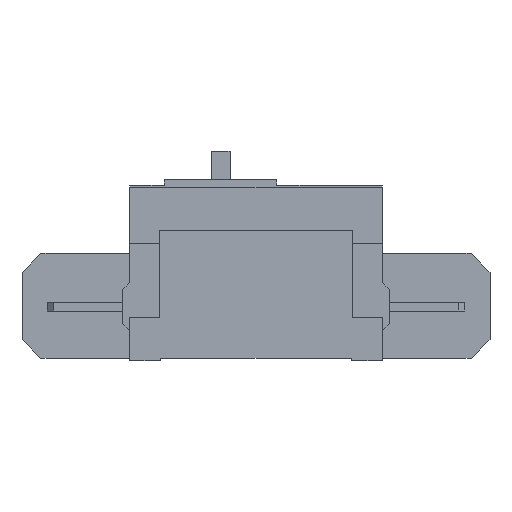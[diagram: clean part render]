
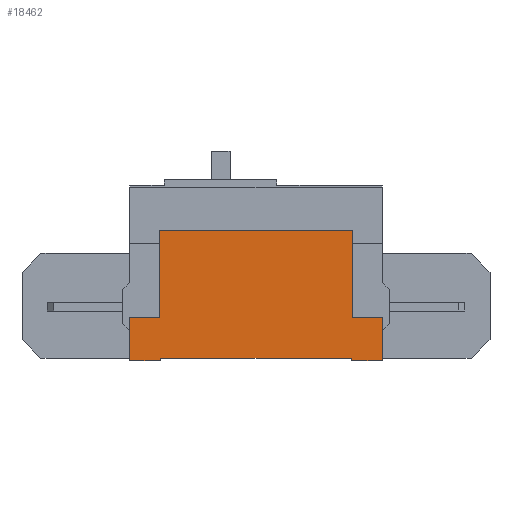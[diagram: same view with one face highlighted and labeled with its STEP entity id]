
A CAD part, left-side view. The second image highlights one B-rep face of the part: STEP entity #18462.
In plain terms, the highlighted planar face has unit normal (-1, 0, 0).
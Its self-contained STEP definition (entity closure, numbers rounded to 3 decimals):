
#528=DIRECTION('',(0.,1.,0.));
#529=VECTOR('',#528,151.);
#530=CARTESIAN_POINT('',(-139.937,7.437,-130.096));
#531=LINE('',#530,#529);
#1296=DIRECTION('',(0.,0.,-1.));
#1297=VECTOR('',#1296,34.);
#1298=CARTESIAN_POINT('',(-139.937,-17.063,
-98.096));
#1299=LINE('',#1298,#1297);
#3450=DIRECTION('',(0.,1.,0.));
#3451=VECTOR('',#3450,24.);
#3452=CARTESIAN_POINT('',(-139.937,-17.063,
-98.096));
#3453=LINE('',#3452,#3451);
#3457=DIRECTION('',(0.,-1.,0.));
#3458=VECTOR('',#3457,24.5);
#3459=CARTESIAN_POINT('',(-139.937,7.437,
-132.096));
#3460=LINE('',#3459,#3458);
#3464=DIRECTION('',(0.,0.,-1.));
#3465=VECTOR('',#3464,2.);
#3466=CARTESIAN_POINT('',(-139.937,7.437,
-130.096));
#3467=LINE('',#3466,#3465);
#3471=DIRECTION('',(0.,0.,1.));
#3472=VECTOR('',#3471,2.);
#3473=CARTESIAN_POINT('',(-139.937,158.437,
-132.096));
#3474=LINE('',#3473,#3472);
#3478=DIRECTION('',(0.,0.,-1.));
#3479=VECTOR('',#3478,34.);
#3480=CARTESIAN_POINT('',(-139.937,182.937,
-98.096));
#3481=LINE('',#3480,#3479);
#3485=DIRECTION('',(0.,0.,-1.));
#3486=VECTOR('',#3485,69.);
#3487=CARTESIAN_POINT('',(-139.937,158.937,
-29.096));
#3488=LINE('',#3487,#3486);
#3513=DIRECTION('',(0.,0.,-1.));
#3514=VECTOR('',#3513,69.);
#3515=CARTESIAN_POINT('',(-139.937,6.937,
-29.096));
#3516=LINE('',#3515,#3514);
#9248=DIRECTION('',(0.,-1.,0.));
#9249=VECTOR('',#9248,24.);
#9250=CARTESIAN_POINT('',(-139.937,182.937,
-98.096));
#9251=LINE('',#9250,#9249);
#9392=DIRECTION('',(0.,1.,0.));
#9393=VECTOR('',#9392,24.5);
#9394=CARTESIAN_POINT('',(-139.937,158.437,
-132.096));
#9395=LINE('',#9394,#9393);
#9490=DIRECTION('',(0.,-1.,0.));
#9491=VECTOR('',#9490,152.);
#9492=CARTESIAN_POINT('',(-139.937,158.937,
-29.096));
#9493=LINE('',#9492,#9491);
#13111=CARTESIAN_POINT('',(-139.937,-17.063,
-98.096));
#13112=VERTEX_POINT('',#13111);
#13113=CARTESIAN_POINT('',(-139.937,-17.063,
-132.096));
#13114=VERTEX_POINT('',#13113);
#13267=CARTESIAN_POINT('',(-139.937,182.937,
-132.096));
#13268=VERTEX_POINT('',#13267);
#13269=CARTESIAN_POINT('',(-139.937,182.937,
-98.096));
#13270=VERTEX_POINT('',#13269);
#13419=CARTESIAN_POINT('',(-139.937,158.437,
-132.096));
#13420=VERTEX_POINT('',#13419);
#13434=CARTESIAN_POINT('',(-139.937,7.437,
-132.096));
#13436=VERTEX_POINT('',#13434);
#13545=CARTESIAN_POINT('',(-139.937,158.437,
-130.096));
#13546=VERTEX_POINT('',#13545);
#13589=CARTESIAN_POINT('',(-139.937,7.437,
-130.096));
#13590=VERTEX_POINT('',#13589);
#13765=CARTESIAN_POINT('',(-139.937,158.937,
-29.096));
#13766=CARTESIAN_POINT('',(-139.937,6.937,
-29.096));
#13767=VERTEX_POINT('',#13765);
#13768=VERTEX_POINT('',#13766);
#13845=CARTESIAN_POINT('',(-139.937,158.937,
-98.096));
#13846=VERTEX_POINT('',#13845);
#13847=CARTESIAN_POINT('',(-139.937,6.937,
-98.096));
#13848=VERTEX_POINT('',#13847);
#18436=CARTESIAN_POINT('',(-139.937,82.937,
-84.096));
#18437=DIRECTION('',(-1.,0.,0.));
#18438=DIRECTION('',(0.,0.,1.));
#18439=AXIS2_PLACEMENT_3D('',#18436,#18437,#18438);
#18440=PLANE('',#18439);
#18442=ORIENTED_EDGE('',*,*,#18441,.T.);
#18443=ORIENTED_EDGE('',*,*,#18243,.F.);
#18444=ORIENTED_EDGE('',*,*,#15895,.T.);
#18445=ORIENTED_EDGE('',*,*,#18406,.F.);
#18446=ORIENTED_EDGE('',*,*,#18427,.F.);
#18447=ORIENTED_EDGE('',*,*,#15615,.T.);
#18449=ORIENTED_EDGE('',*,*,#18448,.F.);
#18451=ORIENTED_EDGE('',*,*,#18450,.T.);
#18453=ORIENTED_EDGE('',*,*,#18452,.F.);
#18455=ORIENTED_EDGE('',*,*,#18454,.T.);
#18457=ORIENTED_EDGE('',*,*,#18456,.F.);
#18459=ORIENTED_EDGE('',*,*,#18458,.T.);
#18460=EDGE_LOOP('',(#18442,#18443,#18444,#18445,#18446,#18447,#18449,#18451,
#18453,#18455,#18457,#18459));
#18461=FACE_OUTER_BOUND('',#18460,.F.);
#15615=EDGE_CURVE('',#13590,#13546,#531,.T.);
#15895=EDGE_CURVE('',#13112,#13114,#1299,.T.);
#18243=EDGE_CURVE('',#13112,#13848,#3453,.T.);
#18406=EDGE_CURVE('',#13436,#13114,#3460,.T.);
#18427=EDGE_CURVE('',#13590,#13436,#3467,.T.);
#18441=EDGE_CURVE('',#13768,#13848,#3516,.T.);
#18448=EDGE_CURVE('',#13420,#13546,#3474,.T.);
#18450=EDGE_CURVE('',#13420,#13268,#9395,.T.);
#18452=EDGE_CURVE('',#13270,#13268,#3481,.T.);
#18454=EDGE_CURVE('',#13270,#13846,#9251,.T.);
#18456=EDGE_CURVE('',#13767,#13846,#3488,.T.);
#18458=EDGE_CURVE('',#13767,#13768,#9493,.T.);
#18462=ADVANCED_FACE('',(#18461),#18440,.T.);
